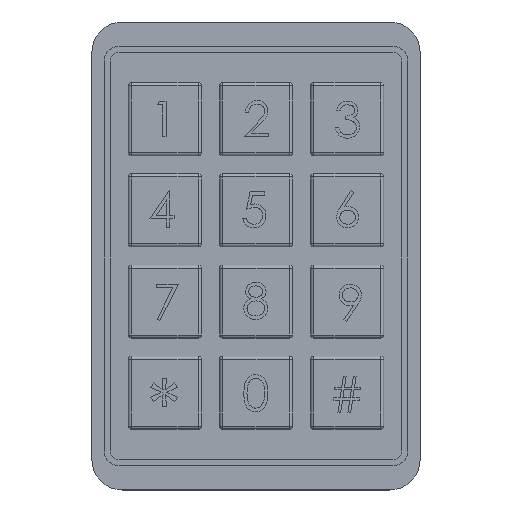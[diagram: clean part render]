
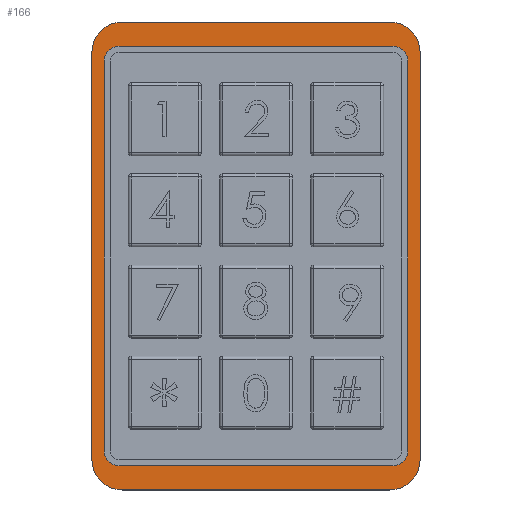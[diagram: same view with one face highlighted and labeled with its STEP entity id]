
A CAD part, top view. The second image highlights one B-rep face of the part: STEP entity #166.
In plain terms, the highlighted planar face has unit normal (0, 0, 1).
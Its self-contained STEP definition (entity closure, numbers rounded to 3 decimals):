
#140 = ORIENTED_EDGE ( 'NONE', *, *, #6189, .T. ) ;
#166 = ADVANCED_FACE ( 'NONE', ( #3033, #6181 ), #17366, .T. ) ;
#228 = EDGE_CURVE ( 'NONE', #2732, #3623, #6453, .T. ) ;
#233 = CARTESIAN_POINT ( 'NONE',  ( -22.5, -34.5, 0.81 ) ) ;
#305 = ORIENTED_EDGE ( 'NONE', *, *, #12788, .T. ) ;
#898 = CARTESIAN_POINT ( 'NONE',  ( 25., 32., 0.81 ) ) ;
#1206 = EDGE_CURVE ( 'NONE', #18451, #2920, #8379, .T. ) ;
#1312 = CIRCLE ( 'NONE', #14389, 2.5 ) ;
#1561 = CARTESIAN_POINT ( 'NONE',  ( -22.5, -32., 0.81 ) ) ;
#1758 = VERTEX_POINT ( 'NONE', #9737 ) ;
#2071 = DIRECTION ( 'NONE',  ( 0., -1., 0. ) ) ;
#2094 = CARTESIAN_POINT ( 'NONE',  ( 22.5, -32., 0.81 ) ) ;
#2095 = EDGE_CURVE ( 'NONE', #3623, #2744, #14882, .T. ) ;
#2394 = CARTESIAN_POINT ( 'NONE',  ( -22., 38.5, 0.81 ) ) ;
#2651 = DIRECTION ( 'NONE',  ( 0., -1., 0. ) ) ;
#2706 = AXIS2_PLACEMENT_3D ( 'NONE', #7192, #17174, #14071 ) ;
#2732 = VERTEX_POINT ( 'NONE', #3064 ) ;
#2744 = VERTEX_POINT ( 'NONE', #12405 ) ;
#2767 = ORIENTED_EDGE ( 'NONE', *, *, #4547, .F. ) ;
#2908 = EDGE_LOOP ( 'NONE', ( #3230, #17751, #4097, #6771, #16998, #4386, #2767, #5707 ) ) ;
#2920 = VERTEX_POINT ( 'NONE', #16227 ) ;
#2935 = DIRECTION ( 'NONE',  ( 0., 0., 1. ) ) ;
#3033 = FACE_BOUND ( 'NONE', #2908, .T. ) ;
#3046 = CARTESIAN_POINT ( 'NONE',  ( -27., -38.5, 0.81 ) ) ;
#3064 = CARTESIAN_POINT ( 'NONE',  ( 22.5, 34.5, 0.81 ) ) ;
#3173 = VECTOR ( 'NONE', #9007, 1000. ) ;
#3214 = CARTESIAN_POINT ( 'NONE',  ( 0., 0., 0.81 ) ) ;
#3230 = ORIENTED_EDGE ( 'NONE', *, *, #4265, .F. ) ;
#3406 = DIRECTION ( 'NONE',  ( 0., 0., 1. ) ) ;
#3623 = VERTEX_POINT ( 'NONE', #14199 ) ;
#3705 = VECTOR ( 'NONE', #2071, 1000. ) ;
#4004 = VECTOR ( 'NONE', #16175, 1000. ) ;
#4026 = CARTESIAN_POINT ( 'NONE',  ( 25., 32., 0.81 ) ) ;
#4051 = AXIS2_PLACEMENT_3D ( 'NONE', #5793, #17272, #8980 ) ;
#4097 = ORIENTED_EDGE ( 'NONE', *, *, #2095, .F. ) ;
#4219 = DIRECTION ( 'NONE',  ( 0., 0., 1. ) ) ;
#4265 = EDGE_CURVE ( 'NONE', #7908, #13356, #11794, .T. ) ;
#4386 = ORIENTED_EDGE ( 'NONE', *, *, #5426, .F. ) ;
#4397 = VERTEX_POINT ( 'NONE', #2394 ) ;
#4505 = DIRECTION ( 'NONE',  ( 1., 0., 0. ) ) ;
#4547 = EDGE_CURVE ( 'NONE', #13908, #16018, #1312, .T. ) ;
#4843 = LINE ( 'NONE', #6337, #3705 ) ;
#4879 = DIRECTION ( 'NONE',  ( 0., 0., 1. ) ) ;
#4952 = DIRECTION ( 'NONE',  ( 1., 0., 0. ) ) ;
#4959 = CARTESIAN_POINT ( 'NONE',  ( -22.5, -34.5, 0.81 ) ) ;
#5326 = LINE ( 'NONE', #15396, #7277 ) ;
#5426 = EDGE_CURVE ( 'NONE', #16018, #12930, #13964, .T. ) ;
#5477 = ORIENTED_EDGE ( 'NONE', *, *, #16440, .T. ) ;
#5707 = ORIENTED_EDGE ( 'NONE', *, *, #18308, .F. ) ;
#5793 = CARTESIAN_POINT ( 'NONE',  ( 22., -33.5, 0.81 ) ) ;
#6061 = DIRECTION ( 'NONE',  ( 0., 0., 1. ) ) ;
#6074 = DIRECTION ( 'NONE',  ( -1., 0., 0. ) ) ;
#6181 = FACE_OUTER_BOUND ( 'NONE', #8353, .T. ) ;
#6189 = EDGE_CURVE ( 'NONE', #2920, #1758, #14670, .T. ) ;
#6213 = LINE ( 'NONE', #10499, #4004 ) ;
#6299 = DIRECTION ( 'NONE',  ( 1., 0., 0. ) ) ;
#6337 = CARTESIAN_POINT ( 'NONE',  ( -25., 32., 0.81 ) ) ;
#6338 = EDGE_CURVE ( 'NONE', #1758, #12566, #18322, .T. ) ;
#6356 = DIRECTION ( 'NONE',  ( 0., 0., 1. ) ) ;
#6444 = AXIS2_PLACEMENT_3D ( 'NONE', #1561, #16915, #9840 ) ;
#6453 = LINE ( 'NONE', #17925, #8164 ) ;
#6771 = ORIENTED_EDGE ( 'NONE', *, *, #228, .F. ) ;
#6844 = ORIENTED_EDGE ( 'NONE', *, *, #1206, .T. ) ;
#6984 = CIRCLE ( 'NONE', #10564, 2.5 ) ;
#7192 = CARTESIAN_POINT ( 'NONE',  ( -22.5, 32., 0.81 ) ) ;
#7273 = CARTESIAN_POINT ( 'NONE',  ( -22., -33.5, 0.81 ) ) ;
#7277 = VECTOR ( 'NONE', #2651, 1000. ) ;
#7735 = CIRCLE ( 'NONE', #15465, 5. ) ;
#7744 = CARTESIAN_POINT ( 'NONE',  ( 22., 33.5, 0.81 ) ) ;
#7893 = ORIENTED_EDGE ( 'NONE', *, *, #6338, .T. ) ;
#7908 = VERTEX_POINT ( 'NONE', #10091 ) ;
#8026 = DIRECTION ( 'NONE',  ( -1., 0., 0. ) ) ;
#8144 = CARTESIAN_POINT ( 'NONE',  ( -27., -33.5, 0.81 ) ) ;
#8164 = VECTOR ( 'NONE', #9522, 1000. ) ;
#8353 = EDGE_LOOP ( 'NONE', ( #15743, #6844, #140, #7893, #305, #13425, #10579, #5477 ) ) ;
#8379 = CIRCLE ( 'NONE', #8960, 5. ) ;
#8960 = AXIS2_PLACEMENT_3D ( 'NONE', #7273, #4219, #16980 ) ;
#8980 = DIRECTION ( 'NONE',  ( 1., 0., 0. ) ) ;
#9007 = DIRECTION ( 'NONE',  ( 1., 0., 0. ) ) ;
#9064 = LINE ( 'NONE', #14649, #12638 ) ;
#9231 = AXIS2_PLACEMENT_3D ( 'NONE', #10566, #4879, #10377 ) ;
#9522 = DIRECTION ( 'NONE',  ( -1., 0., 0. ) ) ;
#9596 = CARTESIAN_POINT ( 'NONE',  ( 27., 33.5, 0.81 ) ) ;
#9737 = CARTESIAN_POINT ( 'NONE',  ( 22., -38.5, 0.81 ) ) ;
#9840 = DIRECTION ( 'NONE',  ( 1., 0., 0. ) ) ;
#10091 = CARTESIAN_POINT ( 'NONE',  ( -25., -32., 0.81 ) ) ;
#10377 = DIRECTION ( 'NONE',  ( 1., 0., 0. ) ) ;
#10499 = CARTESIAN_POINT ( 'NONE',  ( 27., 38.5, 0.81 ) ) ;
#10564 = AXIS2_PLACEMENT_3D ( 'NONE', #11097, #2935, #14175 ) ;
#10566 = CARTESIAN_POINT ( 'NONE',  ( -22., 33.5, 0.81 ) ) ;
#10579 = ORIENTED_EDGE ( 'NONE', *, *, #13246, .T. ) ;
#10834 = AXIS2_PLACEMENT_3D ( 'NONE', #3214, #3406, #4505 ) ;
#11006 = VERTEX_POINT ( 'NONE', #9596 ) ;
#11097 = CARTESIAN_POINT ( 'NONE',  ( 22.5, 32., 0.81 ) ) ;
#11298 = CARTESIAN_POINT ( 'NONE',  ( -27., 33.5, 0.81 ) ) ;
#11445 = VECTOR ( 'NONE', #12489, 1000. ) ;
#11794 = CIRCLE ( 'NONE', #6444, 2.5 ) ;
#11882 = LINE ( 'NONE', #233, #14306 ) ;
#12405 = CARTESIAN_POINT ( 'NONE',  ( -25., 32., 0.81 ) ) ;
#12489 = DIRECTION ( 'NONE',  ( 0., 1., 0. ) ) ;
#12566 = VERTEX_POINT ( 'NONE', #13514 ) ;
#12621 = EDGE_CURVE ( 'NONE', #2744, #7908, #4843, .T. ) ;
#12638 = VECTOR ( 'NONE', #6074, 1000. ) ;
#12788 = EDGE_CURVE ( 'NONE', #12566, #11006, #6213, .T. ) ;
#12930 = VERTEX_POINT ( 'NONE', #898 ) ;
#13164 = EDGE_CURVE ( 'NONE', #12930, #2732, #6984, .T. ) ;
#13214 = EDGE_CURVE ( 'NONE', #16269, #18451, #5326, .T. ) ;
#13246 = EDGE_CURVE ( 'NONE', #13991, #4397, #9064, .T. ) ;
#13356 = VERTEX_POINT ( 'NONE', #4959 ) ;
#13425 = ORIENTED_EDGE ( 'NONE', *, *, #17349, .T. ) ;
#13514 = CARTESIAN_POINT ( 'NONE',  ( 27., -33.5, 0.81 ) ) ;
#13908 = VERTEX_POINT ( 'NONE', #17340 ) ;
#13964 = LINE ( 'NONE', #4026, #11445 ) ;
#13991 = VERTEX_POINT ( 'NONE', #14910 ) ;
#14071 = DIRECTION ( 'NONE',  ( 1., 0., 0. ) ) ;
#14175 = DIRECTION ( 'NONE',  ( 1., 0., 0. ) ) ;
#14199 = CARTESIAN_POINT ( 'NONE',  ( -22.5, 34.5, 0.81 ) ) ;
#14306 = VECTOR ( 'NONE', #6299, 1000. ) ;
#14389 = AXIS2_PLACEMENT_3D ( 'NONE', #2094, #6356, #8026 ) ;
#14649 = CARTESIAN_POINT ( 'NONE',  ( -27., 38.5, 0.81 ) ) ;
#14670 = LINE ( 'NONE', #3046, #3173 ) ;
#14882 = CIRCLE ( 'NONE', #2706, 2.5 ) ;
#14910 = CARTESIAN_POINT ( 'NONE',  ( 22., 38.5, 0.81 ) ) ;
#15396 = CARTESIAN_POINT ( 'NONE',  ( -27., 38.5, 0.81 ) ) ;
#15465 = AXIS2_PLACEMENT_3D ( 'NONE', #7744, #6061, #4952 ) ;
#15702 = CARTESIAN_POINT ( 'NONE',  ( 25., -32., 0.81 ) ) ;
#15743 = ORIENTED_EDGE ( 'NONE', *, *, #13214, .T. ) ;
#16018 = VERTEX_POINT ( 'NONE', #15702 ) ;
#16175 = DIRECTION ( 'NONE',  ( 0., 1., 0. ) ) ;
#16227 = CARTESIAN_POINT ( 'NONE',  ( -22., -38.5, 0.81 ) ) ;
#16269 = VERTEX_POINT ( 'NONE', #11298 ) ;
#16440 = EDGE_CURVE ( 'NONE', #4397, #16269, #17267, .T. ) ;
#16915 = DIRECTION ( 'NONE',  ( 0., 0., 1. ) ) ;
#16980 = DIRECTION ( 'NONE',  ( 1., 0., 0. ) ) ;
#16998 = ORIENTED_EDGE ( 'NONE', *, *, #13164, .F. ) ;
#17174 = DIRECTION ( 'NONE',  ( 0., 0., 1. ) ) ;
#17267 = CIRCLE ( 'NONE', #9231, 5. ) ;
#17272 = DIRECTION ( 'NONE',  ( 0., 0., 1. ) ) ;
#17340 = CARTESIAN_POINT ( 'NONE',  ( 22.5, -34.5, 0.81 ) ) ;
#17349 = EDGE_CURVE ( 'NONE', #11006, #13991, #7735, .T. ) ;
#17366 = PLANE ( 'NONE',  #10834 ) ;
#17751 = ORIENTED_EDGE ( 'NONE', *, *, #12621, .F. ) ;
#17925 = CARTESIAN_POINT ( 'NONE',  ( -22.5, 34.5, 0.81 ) ) ;
#18308 = EDGE_CURVE ( 'NONE', #13356, #13908, #11882, .T. ) ;
#18322 = CIRCLE ( 'NONE', #4051, 5. ) ;
#18451 = VERTEX_POINT ( 'NONE', #8144 ) ;
